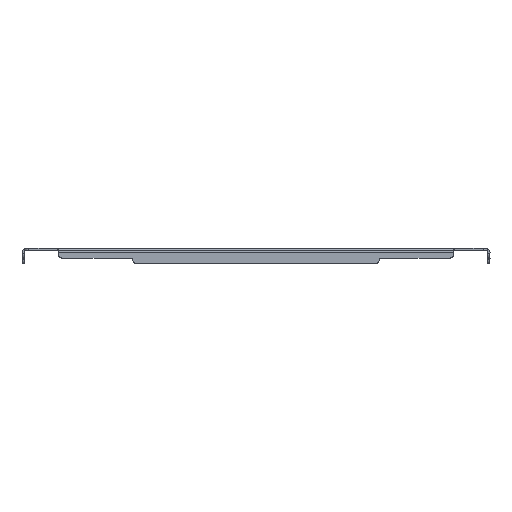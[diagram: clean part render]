
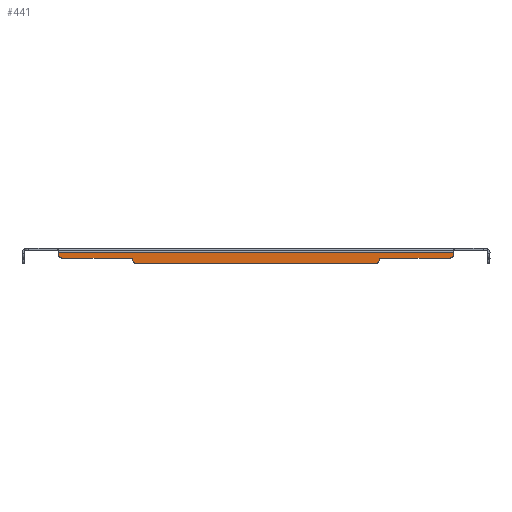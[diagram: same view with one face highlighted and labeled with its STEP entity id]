
A CAD part, front view. The second image highlights one B-rep face of the part: STEP entity #441.
In plain terms, the highlighted planar face has unit normal (0, -1, 0).
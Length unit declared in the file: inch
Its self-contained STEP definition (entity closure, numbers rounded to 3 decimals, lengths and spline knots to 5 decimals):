
#5 = ORIENTED_EDGE ( 'NONE', *, *, #975, .T. ) ;
#10 = VECTOR ( 'NONE', #1306, 39.37008 ) ;
#51 = LINE ( 'NONE', #3313, #391 ) ;
#62 = AXIS2_PLACEMENT_3D ( 'NONE', #1101, #2381, #2063 ) ;
#113 = VERTEX_POINT ( 'NONE', #1250 ) ;
#257 = CARTESIAN_POINT ( 'NONE',  ( -6.84375, -29.96875, -0.625 ) ) ;
#321 = ORIENTED_EDGE ( 'NONE', *, *, #3523, .T. ) ;
#391 = VECTOR ( 'NONE', #748, 39.37008 ) ;
#441 = ADVANCED_FACE ( 'NONE', ( #1188 ), #2470, .T. ) ;
#468 = CARTESIAN_POINT ( 'NONE',  ( 6.84375, -29.96875, -0.625 ) ) ;
#506 = CARTESIAN_POINT ( 'NONE',  ( 10.71875, -29.96875, -0.5625 ) ) ;
#544 = DIRECTION ( 'NONE',  ( 0., -1., 0. ) ) ;
#598 = VECTOR ( 'NONE', #2601, 39.37008 ) ;
#679 = AXIS2_PLACEMENT_3D ( 'NONE', #2696, #2081, #3658 ) ;
#709 = VECTOR ( 'NONE', #1772, 39.37008 ) ;
#719 = VERTEX_POINT ( 'NONE', #4051 ) ;
#724 = EDGE_CURVE ( 'NONE', #1902, #1134, #1278, .T. ) ;
#748 = DIRECTION ( 'NONE',  ( 1., 0., 0. ) ) ;
#792 = DIRECTION ( 'NONE',  ( 0., 0., -1. ) ) ;
#880 = DIRECTION ( 'NONE',  ( 0., -1., 0. ) ) ;
#881 = VERTEX_POINT ( 'NONE', #468 ) ;
#904 = VERTEX_POINT ( 'NONE', #506 ) ;
#922 = ORIENTED_EDGE ( 'NONE', *, *, #3207, .T. ) ;
#925 = DIRECTION ( 'NONE',  ( 1., 0., 0. ) ) ;
#952 = ORIENTED_EDGE ( 'NONE', *, *, #1331, .T. ) ;
#958 = AXIS2_PLACEMENT_3D ( 'NONE', #1119, #1763, #3053 ) ;
#975 = EDGE_CURVE ( 'NONE', #1220, #3180, #1419, .T. ) ;
#1101 = CARTESIAN_POINT ( 'NONE',  ( 10.71875, -29.96875, -0.3125 ) ) ;
#1119 = CARTESIAN_POINT ( 'NONE',  ( -10.71875, -29.96875, -0.3125 ) ) ;
#1134 = VERTEX_POINT ( 'NONE', #2263 ) ;
#1188 = FACE_OUTER_BOUND ( 'NONE', #2079, .T. ) ;
#1220 = VERTEX_POINT ( 'NONE', #2352 ) ;
#1221 = AXIS2_PLACEMENT_3D ( 'NONE', #3745, #880, #2152 ) ;
#1250 = CARTESIAN_POINT ( 'NONE',  ( 10.96875, -29.96875, -0.3125 ) ) ;
#1263 = VECTOR ( 'NONE', #2305, 39.37008 ) ;
#1278 = LINE ( 'NONE', #3198, #1830 ) ;
#1306 = DIRECTION ( 'NONE',  ( 0., 0., -1. ) ) ;
#1325 = CIRCLE ( 'NONE', #62, 0.25 ) ;
#1331 = EDGE_CURVE ( 'NONE', #3180, #3381, #1691, .T. ) ;
#1332 = LINE ( 'NONE', #3894, #598 ) ;
#1394 = VERTEX_POINT ( 'NONE', #2195 ) ;
#1419 = CIRCLE ( 'NONE', #958, 0.25 ) ;
#1501 = EDGE_CURVE ( 'NONE', #3381, #2205, #2255, .T. ) ;
#1691 = LINE ( 'NONE', #2794, #709 ) ;
#1763 = DIRECTION ( 'NONE',  ( 0., -1., 0. ) ) ;
#1772 = DIRECTION ( 'NONE',  ( 1., 0., 0. ) ) ;
#1830 = VECTOR ( 'NONE', #2902, 39.37008 ) ;
#1902 = VERTEX_POINT ( 'NONE', #3244 ) ;
#1990 = LINE ( 'NONE', #2622, #1263 ) ;
#2001 = ORIENTED_EDGE ( 'NONE', *, *, #3004, .T. ) ;
#2043 = DIRECTION ( 'NONE',  ( 0., 0., -1. ) ) ;
#2052 = EDGE_CURVE ( 'NONE', #1134, #881, #4092, .T. ) ;
#2063 = DIRECTION ( 'NONE',  ( 0., 0., -1. ) ) ;
#2079 = EDGE_LOOP ( 'NONE', ( #2500, #2001, #2414, #2451, #922, #5, #952, #2738, #321, #3616, #3401, #2114 ) ) ;
#2081 = DIRECTION ( 'NONE',  ( 0., -1., 0. ) ) ;
#2088 = EDGE_CURVE ( 'NONE', #719, #881, #2379, .T. ) ;
#2091 = VECTOR ( 'NONE', #2043, 39.37008 ) ;
#2114 = ORIENTED_EDGE ( 'NONE', *, *, #2088, .F. ) ;
#2152 = DIRECTION ( 'NONE',  ( 0., 0., -1. ) ) ;
#2164 = EDGE_CURVE ( 'NONE', #3994, #1394, #3325, .T. ) ;
#2168 = CARTESIAN_POINT ( 'NONE',  ( 10.96875, -29.96875, -0.237 ) ) ;
#2195 = CARTESIAN_POINT ( 'NONE',  ( 10.96875, -29.96875, -0.237 ) ) ;
#2205 = VERTEX_POINT ( 'NONE', #257 ) ;
#2255 = LINE ( 'NONE', #2614, #10 ) ;
#2263 = CARTESIAN_POINT ( 'NONE',  ( 6.59375, -29.96875, -0.875 ) ) ;
#2305 = DIRECTION ( 'NONE',  ( 0., 0., 1. ) ) ;
#2352 = CARTESIAN_POINT ( 'NONE',  ( -10.96875, -29.96875, -0.3125 ) ) ;
#2379 = LINE ( 'NONE', #3075, #2091 ) ;
#2381 = DIRECTION ( 'NONE',  ( 0., -1., 0. ) ) ;
#2414 = ORIENTED_EDGE ( 'NONE', *, *, #3144, .T. ) ;
#2451 = ORIENTED_EDGE ( 'NONE', *, *, #2164, .F. ) ;
#2470 = PLANE ( 'NONE',  #1221 ) ;
#2500 = ORIENTED_EDGE ( 'NONE', *, *, #3777, .T. ) ;
#2601 = DIRECTION ( 'NONE',  ( 0., 0., -1. ) ) ;
#2614 = CARTESIAN_POINT ( 'NONE',  ( -6.84375, -29.96875, -0.71875 ) ) ;
#2622 = CARTESIAN_POINT ( 'NONE',  ( 10.96875, -29.96875, 0. ) ) ;
#2696 = CARTESIAN_POINT ( 'NONE',  ( 6.59375, -29.96875, -0.625 ) ) ;
#2738 = ORIENTED_EDGE ( 'NONE', *, *, #1501, .T. ) ;
#2794 = CARTESIAN_POINT ( 'NONE',  ( -12.84375, -29.96875, -0.5625 ) ) ;
#2886 = CARTESIAN_POINT ( 'NONE',  ( -10.96875, -29.96875, -0.237 ) ) ;
#2902 = DIRECTION ( 'NONE',  ( 1., 0., 0. ) ) ;
#3004 = EDGE_CURVE ( 'NONE', #904, #113, #1325, .T. ) ;
#3053 = DIRECTION ( 'NONE',  ( 0., 0., -1. ) ) ;
#3075 = CARTESIAN_POINT ( 'NONE',  ( 6.84375, -29.96875, -0.71875 ) ) ;
#3144 = EDGE_CURVE ( 'NONE', #113, #1394, #1990, .T. ) ;
#3180 = VERTEX_POINT ( 'NONE', #3544 ) ;
#3198 = CARTESIAN_POINT ( 'NONE',  ( -12.84375, -29.96875, -0.875 ) ) ;
#3207 = EDGE_CURVE ( 'NONE', #3994, #1220, #1332, .T. ) ;
#3210 = AXIS2_PLACEMENT_3D ( 'NONE', #3729, #544, #792 ) ;
#3244 = CARTESIAN_POINT ( 'NONE',  ( -6.59375, -29.96875, -0.875 ) ) ;
#3278 = CIRCLE ( 'NONE', #3210, 0.25 ) ;
#3313 = CARTESIAN_POINT ( 'NONE',  ( -12.84375, -29.96875, -0.5625 ) ) ;
#3325 = LINE ( 'NONE', #2168, #3694 ) ;
#3381 = VERTEX_POINT ( 'NONE', #3563 ) ;
#3401 = ORIENTED_EDGE ( 'NONE', *, *, #2052, .T. ) ;
#3523 = EDGE_CURVE ( 'NONE', #2205, #1902, #3278, .T. ) ;
#3544 = CARTESIAN_POINT ( 'NONE',  ( -10.71875, -29.96875, -0.5625 ) ) ;
#3563 = CARTESIAN_POINT ( 'NONE',  ( -6.84375, -29.96875, -0.5625 ) ) ;
#3616 = ORIENTED_EDGE ( 'NONE', *, *, #724, .T. ) ;
#3658 = DIRECTION ( 'NONE',  ( 0., 0., -1. ) ) ;
#3694 = VECTOR ( 'NONE', #925, 39.37008 ) ;
#3729 = CARTESIAN_POINT ( 'NONE',  ( -6.59375, -29.96875, -0.625 ) ) ;
#3745 = CARTESIAN_POINT ( 'NONE',  ( -12.84375, -29.96875, 0. ) ) ;
#3777 = EDGE_CURVE ( 'NONE', #719, #904, #51, .T. ) ;
#3894 = CARTESIAN_POINT ( 'NONE',  ( -10.96875, -29.96875, 0. ) ) ;
#3994 = VERTEX_POINT ( 'NONE', #2886 ) ;
#4051 = CARTESIAN_POINT ( 'NONE',  ( 6.84375, -29.96875, -0.5625 ) ) ;
#4092 = CIRCLE ( 'NONE', #679, 0.25 ) ;
